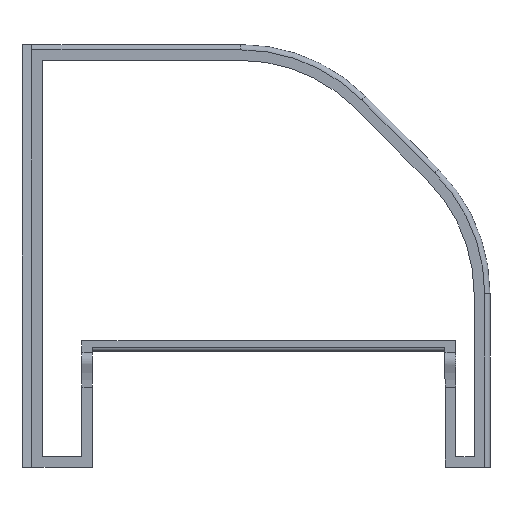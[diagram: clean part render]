
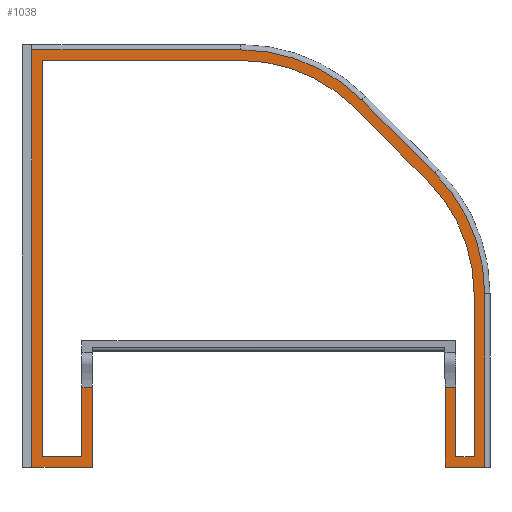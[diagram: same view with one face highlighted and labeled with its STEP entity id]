
A CAD part, front view. The second image highlights one B-rep face of the part: STEP entity #1038.
In plain terms, the highlighted planar face has unit normal (0, -1, 0).
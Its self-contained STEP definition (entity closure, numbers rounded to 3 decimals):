
#28=PLANE('',#1131);
#73=FACE_OUTER_BOUND('',#126,.T.);
#126=EDGE_LOOP('',(#786,#787,#788,#789,#790,#791,#792,#793,#794,#795,#796,
#797,#798,#799,#800,#801,#802,#803,#804,#805,#806,#807,#808));
#188=LINE('',#1546,#298);
#191=LINE('',#1561,#301);
#209=LINE('',#1626,#319);
#216=LINE('',#1639,#326);
#217=LINE('',#1641,#327);
#218=LINE('',#1643,#328);
#219=LINE('',#1645,#329);
#220=LINE('',#1649,#330);
#221=LINE('',#1653,#331);
#222=LINE('',#1654,#332);
#223=LINE('',#1656,#333);
#224=LINE('',#1658,#334);
#225=LINE('',#1660,#335);
#226=LINE('',#1662,#336);
#227=LINE('',#1666,#337);
#228=LINE('',#1670,#338);
#229=LINE('',#1672,#339);
#230=LINE('',#1674,#340);
#231=LINE('',#1675,#341);
#298=VECTOR('',#1226,10.);
#301=VECTOR('',#1241,10.);
#319=VECTOR('',#1309,10.);
#326=VECTOR('',#1324,10.);
#327=VECTOR('',#1325,10.);
#328=VECTOR('',#1326,10.);
#329=VECTOR('',#1327,10.);
#330=VECTOR('',#1330,10.);
#331=VECTOR('',#1333,10.);
#332=VECTOR('',#1334,10.);
#333=VECTOR('',#1335,10.);
#334=VECTOR('',#1336,10.);
#335=VECTOR('',#1337,10.);
#336=VECTOR('',#1338,10.);
#337=VECTOR('',#1341,10.);
#338=VECTOR('',#1344,10.);
#339=VECTOR('',#1345,10.);
#340=VECTOR('',#1346,10.);
#341=VECTOR('',#1347,10.);
#409=CIRCLE('',#1132,45.5);
#410=CIRCLE('',#1133,45.5);
#411=CIRCLE('',#1134,48.5);
#412=CIRCLE('',#1135,48.5);
#446=VERTEX_POINT('',#1539);
#449=VERTEX_POINT('',#1544);
#453=VERTEX_POINT('',#1555);
#455=VERTEX_POINT('',#1559);
#477=VERTEX_POINT('',#1625);
#479=VERTEX_POINT('',#1638);
#480=VERTEX_POINT('',#1640);
#481=VERTEX_POINT('',#1642);
#482=VERTEX_POINT('',#1644);
#483=VERTEX_POINT('',#1646);
#484=VERTEX_POINT('',#1648);
#485=VERTEX_POINT('',#1650);
#486=VERTEX_POINT('',#1652);
#487=VERTEX_POINT('',#1655);
#488=VERTEX_POINT('',#1657);
#489=VERTEX_POINT('',#1659);
#490=VERTEX_POINT('',#1661);
#491=VERTEX_POINT('',#1663);
#492=VERTEX_POINT('',#1665);
#493=VERTEX_POINT('',#1667);
#494=VERTEX_POINT('',#1669);
#495=VERTEX_POINT('',#1671);
#496=VERTEX_POINT('',#1673);
#553=EDGE_CURVE('',#449,#446,#188,.T.);
#560=EDGE_CURVE('',#455,#453,#191,.T.);
#594=EDGE_CURVE('',#477,#453,#209,.T.);
#601=EDGE_CURVE('',#449,#479,#216,.T.);
#602=EDGE_CURVE('',#479,#480,#217,.T.);
#603=EDGE_CURVE('',#480,#481,#218,.T.);
#604=EDGE_CURVE('',#481,#482,#219,.T.);
#605=EDGE_CURVE('',#482,#483,#409,.T.);
#606=EDGE_CURVE('',#483,#484,#220,.T.);
#607=EDGE_CURVE('',#484,#485,#410,.T.);
#608=EDGE_CURVE('',#485,#486,#221,.T.);
#609=EDGE_CURVE('',#486,#477,#222,.T.);
#610=EDGE_CURVE('',#455,#487,#223,.T.);
#611=EDGE_CURVE('',#487,#488,#224,.T.);
#612=EDGE_CURVE('',#488,#489,#225,.T.);
#613=EDGE_CURVE('',#490,#489,#226,.T.);
#614=EDGE_CURVE('',#491,#490,#411,.T.);
#615=EDGE_CURVE('',#492,#491,#227,.T.);
#616=EDGE_CURVE('',#493,#492,#412,.T.);
#617=EDGE_CURVE('',#494,#493,#228,.T.);
#618=EDGE_CURVE('',#494,#495,#229,.T.);
#619=EDGE_CURVE('',#495,#496,#230,.T.);
#620=EDGE_CURVE('',#496,#446,#231,.T.);
#786=ORIENTED_EDGE('',*,*,#553,.F.);
#787=ORIENTED_EDGE('',*,*,#601,.T.);
#788=ORIENTED_EDGE('',*,*,#602,.T.);
#789=ORIENTED_EDGE('',*,*,#603,.T.);
#790=ORIENTED_EDGE('',*,*,#604,.T.);
#791=ORIENTED_EDGE('',*,*,#605,.T.);
#792=ORIENTED_EDGE('',*,*,#606,.T.);
#793=ORIENTED_EDGE('',*,*,#607,.T.);
#794=ORIENTED_EDGE('',*,*,#608,.T.);
#795=ORIENTED_EDGE('',*,*,#609,.T.);
#796=ORIENTED_EDGE('',*,*,#594,.T.);
#797=ORIENTED_EDGE('',*,*,#560,.F.);
#798=ORIENTED_EDGE('',*,*,#610,.T.);
#799=ORIENTED_EDGE('',*,*,#611,.T.);
#800=ORIENTED_EDGE('',*,*,#612,.T.);
#801=ORIENTED_EDGE('',*,*,#613,.F.);
#802=ORIENTED_EDGE('',*,*,#614,.F.);
#803=ORIENTED_EDGE('',*,*,#615,.F.);
#804=ORIENTED_EDGE('',*,*,#616,.F.);
#805=ORIENTED_EDGE('',*,*,#617,.F.);
#806=ORIENTED_EDGE('',*,*,#618,.T.);
#807=ORIENTED_EDGE('',*,*,#619,.T.);
#808=ORIENTED_EDGE('',*,*,#620,.T.);
#1038=ADVANCED_FACE('',(#73),#28,.F.);
#1131=AXIS2_PLACEMENT_3D('',#1637,#1322,#1323);
#1132=AXIS2_PLACEMENT_3D('',#1647,#1328,#1329);
#1133=AXIS2_PLACEMENT_3D('',#1651,#1331,#1332);
#1134=AXIS2_PLACEMENT_3D('',#1664,#1339,#1340);
#1135=AXIS2_PLACEMENT_3D('',#1668,#1342,#1343);
#1226=DIRECTION('',(1.,0.,0.));
#1241=DIRECTION('',(1.,0.,0.004));
#1309=DIRECTION('',(0.,0.,1.));
#1322=DIRECTION('center_axis',(0.,1.,0.));
#1323=DIRECTION('ref_axis',(1.,0.,0.));
#1324=DIRECTION('',(0.,0.,-1.));
#1325=DIRECTION('',(-1.,0.,0.));
#1326=DIRECTION('',(0.,0.,1.));
#1327=DIRECTION('',(1.,0.,0.));
#1328=DIRECTION('center_axis',(0.,1.,0.));
#1329=DIRECTION('ref_axis',(0.,0.,1.));
#1330=DIRECTION('',(0.707,0.,-0.707));
#1331=DIRECTION('center_axis',(0.,1.,0.));
#1332=DIRECTION('ref_axis',(0.707,0.,0.707));
#1333=DIRECTION('',(0.,0.,-1.));
#1334=DIRECTION('',(-1.,0.,0.));
#1335=DIRECTION('',(0.004,0.,-1.));
#1336=DIRECTION('',(0.,0.,-1.));
#1337=DIRECTION('',(1.,0.,0.));
#1338=DIRECTION('',(0.,0.,-1.));
#1339=DIRECTION('center_axis',(0.,1.,0.));
#1340=DIRECTION('ref_axis',(0.924,0.,0.383));
#1341=DIRECTION('',(0.707,0.,-0.707));
#1342=DIRECTION('center_axis',(0.,1.,0.));
#1343=DIRECTION('ref_axis',(0.383,0.,0.924));
#1344=DIRECTION('',(1.,0.,0.));
#1345=DIRECTION('',(0.,0.,-1.));
#1346=DIRECTION('',(1.,0.,0.));
#1347=DIRECTION('',(0.,0.,1.));
#1539=CARTESIAN_POINT('',(17.2,0.,22.806));
#1544=CARTESIAN_POINT('',(14.2,0.,22.806));
#1546=CARTESIAN_POINT('',(17.2,0.,22.806));
#1555=CARTESIAN_POINT('',(120.314,0.,22.818));
#1559=CARTESIAN_POINT('',(117.239,0.,22.806));
#1561=CARTESIAN_POINT('',(117.239,0.,22.806));
#1625=CARTESIAN_POINT('',(120.314,0.,3.));
#1626=CARTESIAN_POINT('',(120.314,0.,36.));
#1637=CARTESIAN_POINT('Origin',(65.,0.,60.));
#1638=CARTESIAN_POINT('',(14.2,0.,3.));
#1639=CARTESIAN_POINT('',(14.2,0.,3.));
#1640=CARTESIAN_POINT('',(3.,0.,3.));
#1641=CARTESIAN_POINT('',(34.,0.,3.));
#1642=CARTESIAN_POINT('',(3.,0.,115.5));
#1643=CARTESIAN_POINT('',(3.,0.,87.75));
#1644=CARTESIAN_POINT('',(59.289,0.,115.5));
#1645=CARTESIAN_POINT('',(62.145,0.,115.5));
#1646=CARTESIAN_POINT('',(91.463,0.,102.173));
#1647=CARTESIAN_POINT('Origin',(59.289,0.,70.));
#1648=CARTESIAN_POINT('',(112.173,0.,81.463));
#1649=CARTESIAN_POINT('',(105.746,0.,87.89));
#1650=CARTESIAN_POINT('',(125.5,0.,49.289));
#1651=CARTESIAN_POINT('Origin',(80.,0.,49.289));
#1652=CARTESIAN_POINT('',(125.5,0.,3.));
#1653=CARTESIAN_POINT('',(125.5,0.,31.5));
#1654=CARTESIAN_POINT('',(34.,0.,3.));
#1655=CARTESIAN_POINT('',(117.314,0.,3.));
#1656=CARTESIAN_POINT('',(117.2,0.,33.));
#1657=CARTESIAN_POINT('',(117.314,0.,0.));
#1658=CARTESIAN_POINT('',(117.314,0.,30.));
#1659=CARTESIAN_POINT('',(128.5,0.,0.));
#1660=CARTESIAN_POINT('',(0.,0.,0.));
#1661=CARTESIAN_POINT('',(128.5,0.,49.289));
#1662=CARTESIAN_POINT('',(128.5,0.,90.));
#1663=CARTESIAN_POINT('',(114.295,0.,83.584));
#1664=CARTESIAN_POINT('Origin',(80.,0.,49.289));
#1665=CARTESIAN_POINT('',(93.584,0.,104.295));
#1666=CARTESIAN_POINT('',(102.689,0.,95.189));
#1667=CARTESIAN_POINT('',(59.289,0.,118.5));
#1668=CARTESIAN_POINT('Origin',(59.289,0.,70.));
#1669=CARTESIAN_POINT('',(0.,0.,118.5));
#1670=CARTESIAN_POINT('',(32.5,0.,118.5));
#1671=CARTESIAN_POINT('',(0.,0.,0.));
#1672=CARTESIAN_POINT('',(0.,0.,120.));
#1673=CARTESIAN_POINT('',(17.2,0.,0.));
#1674=CARTESIAN_POINT('',(0.,0.,0.));
#1675=CARTESIAN_POINT('',(17.2,0.,3.));
